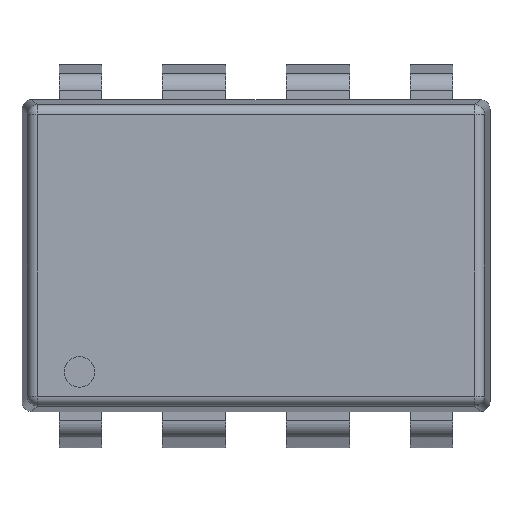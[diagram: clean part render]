
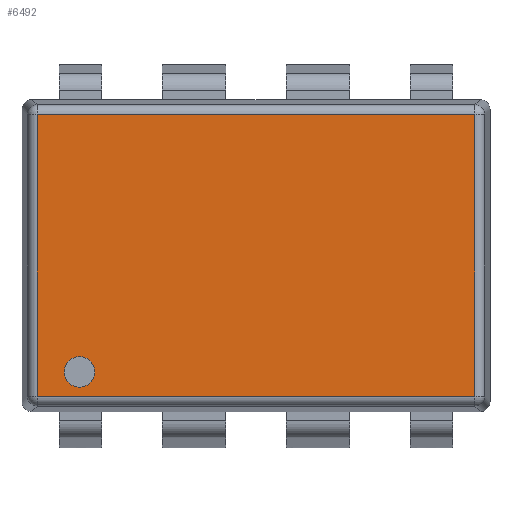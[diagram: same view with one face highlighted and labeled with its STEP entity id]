
A CAD part, top view. The second image highlights one B-rep face of the part: STEP entity #6492.
In plain terms, the highlighted planar face has unit normal (0, 0, 1).
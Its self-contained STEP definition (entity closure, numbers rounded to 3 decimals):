
#206 = PLANE ( 'NONE',  #10384 ) ;
#264 = CARTESIAN_POINT ( 'NONE',  ( -3.307, -2.388, 2.285 ) ) ;
#467 = LINE ( 'NONE', #8540, #10498 ) ;
#506 = DIRECTION ( 'NONE',  ( 0., 1., 0. ) ) ;
#755 = ORIENTED_EDGE ( 'NONE', *, *, #1766, .T. ) ;
#984 = VERTEX_POINT ( 'NONE', #7827 ) ;
#1490 = CARTESIAN_POINT ( 'NONE',  ( -4.49, -2.89, 2.285 ) ) ;
#1766 = EDGE_CURVE ( 'NONE', #3804, #9762, #11439, .T. ) ;
#1786 = ORIENTED_EDGE ( 'NONE', *, *, #8110, .T. ) ;
#1916 = FACE_BOUND ( 'NONE', #7582, .T. ) ;
#2040 = CARTESIAN_POINT ( 'NONE',  ( -3.621, -2.388, 2.285 ) ) ;
#2777 = LINE ( 'NONE', #9280, #8463 ) ;
#2888 = VERTEX_POINT ( 'NONE', #9435 ) ;
#2920 = VECTOR ( 'NONE', #506, 1000. ) ;
#3183 = DIRECTION ( 'NONE',  ( -1., 0., 0. ) ) ;
#3347 = CARTESIAN_POINT ( 'NONE',  ( 4.49, 3.08, 2.285 ) ) ;
#3401 = VERTEX_POINT ( 'NONE', #11347 ) ;
#3634 = ORIENTED_EDGE ( 'NONE', *, *, #8442, .F. ) ;
#3643 = VERTEX_POINT ( 'NONE', #264 ) ;
#3804 = VERTEX_POINT ( 'NONE', #6310 ) ;
#4109 = LINE ( 'NONE', #3347, #2920 ) ;
#4234 = DIRECTION ( 'NONE',  ( 0., 0., 1. ) ) ;
#4485 = ORIENTED_EDGE ( 'NONE', *, *, #7124, .T. ) ;
#5008 = DIRECTION ( 'NONE',  ( 1., 0., 0. ) ) ;
#5270 = VECTOR ( 'NONE', #10546, 1000. ) ;
#5671 = DIRECTION ( 'NONE',  ( 0., 0., 1. ) ) ;
#5805 = ORIENTED_EDGE ( 'NONE', *, *, #6094, .T. ) ;
#6094 = EDGE_CURVE ( 'NONE', #2888, #3401, #4109, .T. ) ;
#6299 = CIRCLE ( 'NONE', #8787, 0.314 ) ;
#6310 = CARTESIAN_POINT ( 'NONE',  ( -4.49, 2.89, 2.285 ) ) ;
#6367 = EDGE_CURVE ( 'NONE', #984, #3643, #8265, .T. ) ;
#6492 = ADVANCED_FACE ( 'NONE', ( #1916, #10167 ), #206, .T. ) ;
#6705 = AXIS2_PLACEMENT_3D ( 'NONE', #6949, #9603, #6889 ) ;
#6889 = DIRECTION ( 'NONE',  ( 1., 0., 0. ) ) ;
#6949 = CARTESIAN_POINT ( 'NONE',  ( -3.621, -2.388, 2.285 ) ) ;
#7124 = EDGE_CURVE ( 'NONE', #9762, #2888, #2777, .T. ) ;
#7582 = EDGE_LOOP ( 'NONE', ( #3634, #8956 ) ) ;
#7827 = CARTESIAN_POINT ( 'NONE',  ( -3.935, -2.388, 2.285 ) ) ;
#8110 = EDGE_CURVE ( 'NONE', #3401, #3804, #467, .T. ) ;
#8265 = CIRCLE ( 'NONE', #6705, 0.314 ) ;
#8442 = EDGE_CURVE ( 'NONE', #3643, #984, #6299, .T. ) ;
#8463 = VECTOR ( 'NONE', #9156, 1000. ) ;
#8540 = CARTESIAN_POINT ( 'NONE',  ( -4.68, 2.89, 2.285 ) ) ;
#8585 = CARTESIAN_POINT ( 'NONE',  ( 0., 0., 2.285 ) ) ;
#8787 = AXIS2_PLACEMENT_3D ( 'NONE', #2040, #5671, #5008 ) ;
#8956 = ORIENTED_EDGE ( 'NONE', *, *, #6367, .F. ) ;
#9156 = DIRECTION ( 'NONE',  ( 1., 0., 0. ) ) ;
#9280 = CARTESIAN_POINT ( 'NONE',  ( 4.68, -2.89, 2.285 ) ) ;
#9435 = CARTESIAN_POINT ( 'NONE',  ( 4.49, -2.89, 2.285 ) ) ;
#9603 = DIRECTION ( 'NONE',  ( 0., 0., 1. ) ) ;
#9762 = VERTEX_POINT ( 'NONE', #1490 ) ;
#9937 = CARTESIAN_POINT ( 'NONE',  ( -4.49, -3.08, 2.285 ) ) ;
#9946 = EDGE_LOOP ( 'NONE', ( #5805, #1786, #755, #4485 ) ) ;
#10167 = FACE_OUTER_BOUND ( 'NONE', #9946, .T. ) ;
#10384 = AXIS2_PLACEMENT_3D ( 'NONE', #8585, #4234, #10633 ) ;
#10498 = VECTOR ( 'NONE', #3183, 1000. ) ;
#10546 = DIRECTION ( 'NONE',  ( 0., -1., 0. ) ) ;
#10633 = DIRECTION ( 'NONE',  ( 1., 0., 0. ) ) ;
#11347 = CARTESIAN_POINT ( 'NONE',  ( 4.49, 2.89, 2.285 ) ) ;
#11439 = LINE ( 'NONE', #9937, #5270 ) ;
